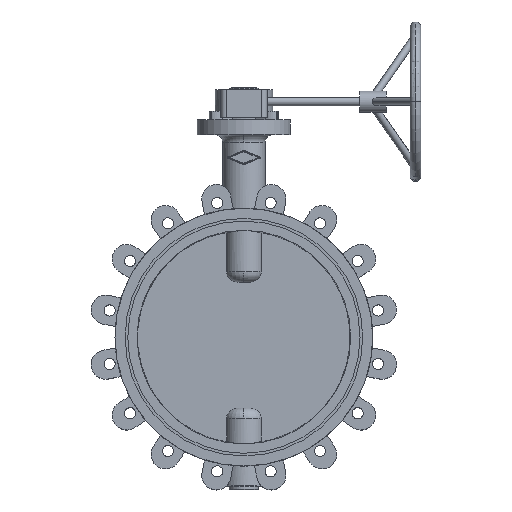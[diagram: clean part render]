
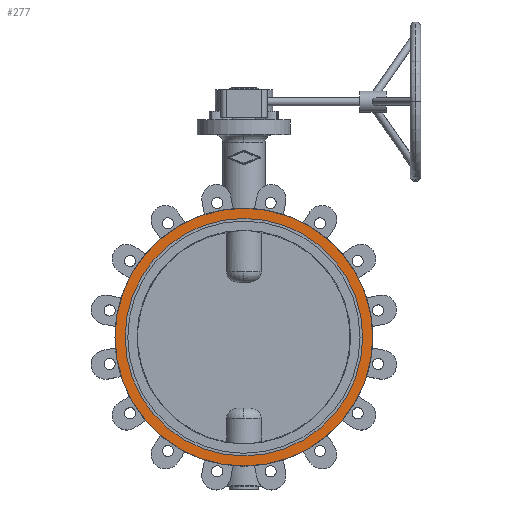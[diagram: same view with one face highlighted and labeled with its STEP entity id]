
A CAD part, top view. The second image highlights one B-rep face of the part: STEP entity #277.
In plain terms, the highlighted planar face has unit normal (0, 0, 1).
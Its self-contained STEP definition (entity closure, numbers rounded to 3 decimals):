
#277 = ADVANCED_FACE( '', ( #795, #796 ), #797, .T. );
#795 = FACE_OUTER_BOUND( '', #1495, .T. );
#796 = FACE_BOUND( '', #1496, .T. );
#797 = PLANE( '', #1497 );
#1495 = EDGE_LOOP( '', ( #3123, #3124 ) );
#1496 = EDGE_LOOP( '', ( #3125, #3126, #3127 ) );
#1497 = AXIS2_PLACEMENT_3D( '', #3128, #3129, #3130 );
#3123 = ORIENTED_EDGE( '', *, *, #4848, .T. );
#3124 = ORIENTED_EDGE( '', *, *, #4530, .T. );
#3125 = ORIENTED_EDGE( '', *, *, #4895, .F. );
#3126 = ORIENTED_EDGE( '', *, *, #4896, .F. );
#3127 = ORIENTED_EDGE( '', *, *, #4504, .F. );
#3128 = CARTESIAN_POINT( '', ( 0., 0., -2. ) );
#3129 = DIRECTION( '', ( 0., 0., 1. ) );
#3130 = DIRECTION( '', ( 1., 0., 0. ) );
#4504 = EDGE_CURVE( '', #5387, #5390, #5391, .T. );
#4530 = EDGE_CURVE( '', #5442, #5439, #5443, .T. );
#4848 = EDGE_CURVE( '', #5439, #5442, #5970, .T. );
#4895 = EDGE_CURVE( '', #6038, #5387, #6039, .T. );
#4896 = EDGE_CURVE( '', #5390, #6038, #6040, .T. );
#5387 = VERTEX_POINT( '', #7039 );
#5390 = VERTEX_POINT( '', #7043 );
#5391 = CIRCLE( '', #7044, 223.5 );
#5439 = VERTEX_POINT( '', #7285 );
#5442 = VERTEX_POINT( '', #7289 );
#5443 = CIRCLE( '', #7290, 242.5 );
#5970 = CIRCLE( '', #8229, 242.5 );
#6038 = VERTEX_POINT( '', #8938 );
#6039 = CIRCLE( '', #8939, 223.5 );
#6040 = CIRCLE( '', #8940, 223.5 );
#7039 = CARTESIAN_POINT( '', ( 0., 223.5, -2. ) );
#7043 = CARTESIAN_POINT( '', ( 0., -223.5, -2. ) );
#7044 = AXIS2_PLACEMENT_3D( '', #10409, #10410, #10411 );
#7285 = CARTESIAN_POINT( '', ( 242.5, 0., -2. ) );
#7289 = CARTESIAN_POINT( '', ( -242.5, 0., -2. ) );
#7290 = AXIS2_PLACEMENT_3D( '', #10461, #10462, #10463 );
#8229 = AXIS2_PLACEMENT_3D( '', #11049, #11050, #11051 );
#8938 = CARTESIAN_POINT( '', ( 223.5, 0., -2. ) );
#8939 = AXIS2_PLACEMENT_3D( '', #11115, #11116, #11117 );
#8940 = AXIS2_PLACEMENT_3D( '', #11118, #11119, #11120 );
#10409 = CARTESIAN_POINT( '', ( 0., 0., -2. ) );
#10410 = DIRECTION( '', ( 0., 0., 1. ) );
#10411 = DIRECTION( '', ( 0., 1., 0. ) );
#10461 = CARTESIAN_POINT( '', ( 0., 0., -2. ) );
#10462 = DIRECTION( '', ( 0., 0., 1. ) );
#10463 = DIRECTION( '', ( 1., 0., 0. ) );
#11049 = CARTESIAN_POINT( '', ( 0., 0., -2. ) );
#11050 = DIRECTION( '', ( 0., 0., 1. ) );
#11051 = DIRECTION( '', ( 1., 0., 0. ) );
#11115 = CARTESIAN_POINT( '', ( 0., 0., -2. ) );
#11116 = DIRECTION( '', ( 0., 0., 1. ) );
#11117 = DIRECTION( '', ( 0., 1., 0. ) );
#11118 = CARTESIAN_POINT( '', ( 0., 0., -2. ) );
#11119 = DIRECTION( '', ( 0., 0., 1. ) );
#11120 = DIRECTION( '', ( 0., 1., 0. ) );
